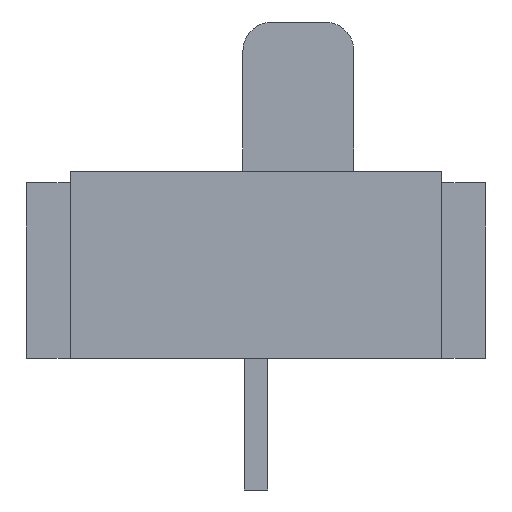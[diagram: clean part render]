
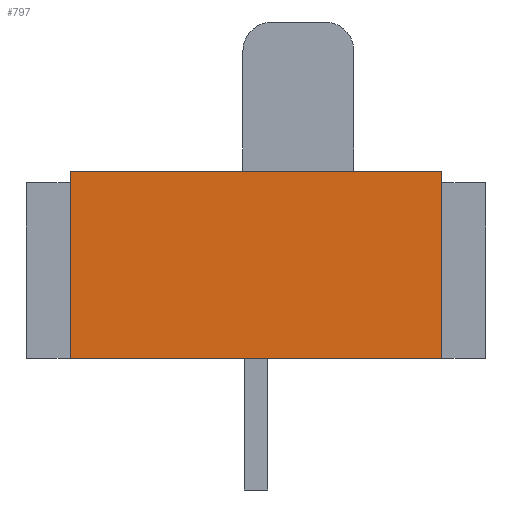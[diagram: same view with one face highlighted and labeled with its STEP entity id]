
A CAD part, left-side view. The second image highlights one B-rep face of the part: STEP entity #797.
In plain terms, the highlighted planar face has unit normal (-1, 0, 0).
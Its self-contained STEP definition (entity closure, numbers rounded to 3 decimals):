
#797 = ADVANCED_FACE('',(#798),#832,.F.);
#798 = FACE_BOUND('',#799,.F.);
#799 = EDGE_LOOP('',(#800,#810,#818,#826));
#800 = ORIENTED_EDGE('',*,*,#801,.F.);
#801 = EDGE_CURVE('',#802,#804,#806,.T.);
#802 = VERTEX_POINT('',#803);
#803 = CARTESIAN_POINT('',(0.,0.,0.));
#804 = VERTEX_POINT('',#805);
#805 = CARTESIAN_POINT('',(0.,0.,6.4));
#806 = LINE('',#807,#808);
#807 = CARTESIAN_POINT('',(0.,0.,0.));
#808 = VECTOR('',#809,1.);
#809 = DIRECTION('',(0.,0.,1.));
#810 = ORIENTED_EDGE('',*,*,#811,.T.);
#811 = EDGE_CURVE('',#802,#812,#814,.T.);
#812 = VERTEX_POINT('',#813);
#813 = CARTESIAN_POINT('',(0.,12.7,0.));
#814 = LINE('',#815,#816);
#815 = CARTESIAN_POINT('',(0.,0.,0.));
#816 = VECTOR('',#817,1.);
#817 = DIRECTION('',(-0.,1.,0.));
#818 = ORIENTED_EDGE('',*,*,#819,.T.);
#819 = EDGE_CURVE('',#812,#820,#822,.T.);
#820 = VERTEX_POINT('',#821);
#821 = CARTESIAN_POINT('',(0.,12.7,6.4));
#822 = LINE('',#823,#824);
#823 = CARTESIAN_POINT('',(0.,12.7,0.));
#824 = VECTOR('',#825,1.);
#825 = DIRECTION('',(0.,0.,1.));
#826 = ORIENTED_EDGE('',*,*,#827,.F.);
#827 = EDGE_CURVE('',#804,#820,#828,.T.);
#828 = LINE('',#829,#830);
#829 = CARTESIAN_POINT('',(0.,0.,6.4));
#830 = VECTOR('',#831,1.);
#831 = DIRECTION('',(-0.,1.,0.));
#832 = PLANE('',#833);
#833 = AXIS2_PLACEMENT_3D('',#834,#835,#836);
#834 = CARTESIAN_POINT('',(0.,0.,0.));
#835 = DIRECTION('',(1.,0.,-0.));
#836 = DIRECTION('',(0.,0.,1.));
